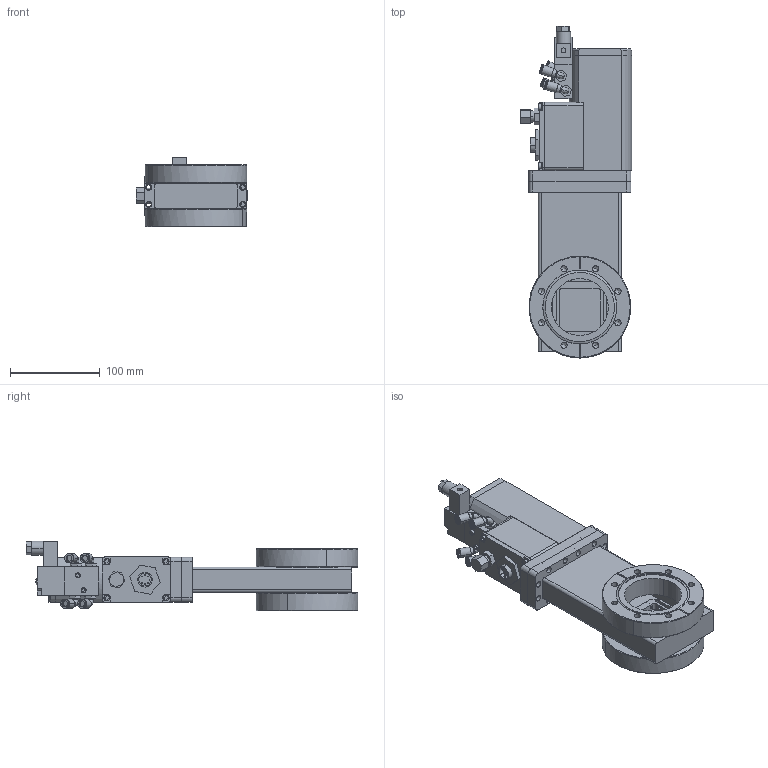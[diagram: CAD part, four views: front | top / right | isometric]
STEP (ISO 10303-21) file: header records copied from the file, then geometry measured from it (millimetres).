
FILE_DESCRIPTION (( 'STEP AP203' ), '1' );
FILE_NAME ('303002.STEP', '2011-04-22T17:26:59', ( 'MIS' ), ( '' ), 'SwSTEP 2.0', 'SolidWorks 2010', '' );
FILE_SCHEMA (( 'CONFIG_CONTROL_DESIGN' ));
Length unit declared in the file: inch
Products named in the file (1): 303002
Bounding box: 123.95 x 370.28 x 77.77 mm (x, y, z)
Volume: 828527 mm3; surface area: 300549.9 mm2
Topology: 26 solids, 26 shells, 1059 faces, 2555 edges, 1628 vertices
Faces by surface type: cylinder 454, plane 439, cone 144, torus 20, sphere 2
Entity records: 31442 total; most frequent: DIRECTION 5783, CARTESIAN_POINT 5431, ORIENTED_EDGE 5086, EDGE_CURVE 2543, AXIS2_PLACEMENT_3D 2208, VERTEX_POINT 1628, VECTOR 1367, LINE 1367
